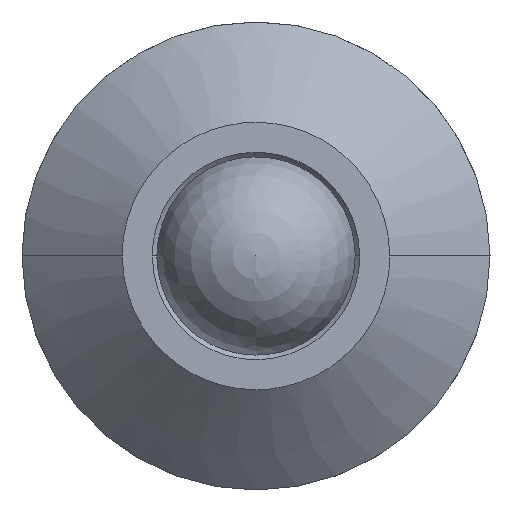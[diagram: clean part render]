
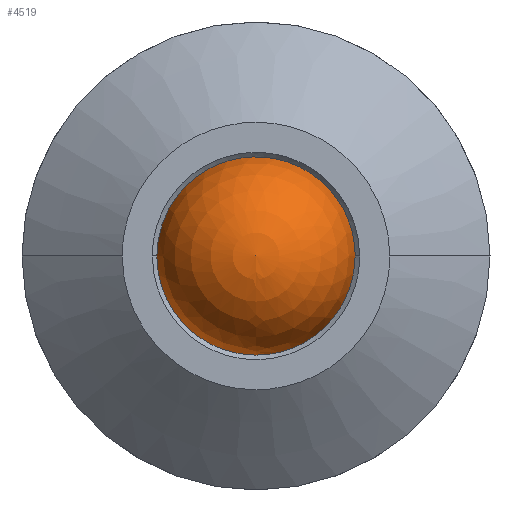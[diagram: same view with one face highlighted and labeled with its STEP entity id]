
A CAD part, left-side view. The second image highlights one B-rep face of the part: STEP entity #4519.
In plain terms, the highlighted spherical face has radius 1.5 mm.
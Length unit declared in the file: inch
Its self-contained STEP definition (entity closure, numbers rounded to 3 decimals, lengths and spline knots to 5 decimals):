
#1009=FACE_OUTER_BOUND('',#1261,.T.);
#1261=EDGE_LOOP('',(#3076,#3077,#3078,#3079,#3080));
#1531=CIRCLE('',#4797,0.05906);
#1580=B_SPLINE_CURVE_WITH_KNOTS('',3,(#5667,#5668,#5669,#5670,#5671,#5672,
#5673,#5674,#5675,#5676,#5677,#5678,#5679,#5680,#5681,#5682,#5683,#5684,
#5685,#5686),.UNSPECIFIED.,.F.,.F.,(4,2,2,2,2,2,2,2,2,4),(-0.46708,
-0.43618,-0.40529,-0.34737,-0.28946,
-0.23158,-0.17372,-0.11583,-0.05792,
0.),.UNSPECIFIED.);
#1581=B_SPLINE_CURVE_WITH_KNOTS('',3,(#5688,#5689,#5690,#5691,#5692,#5693,
#5694,#5695,#5696,#5697,#5698,#5699),.UNSPECIFIED.,.F.,.F.,(4,2,2,2,2,4),
(-0.23358,-0.23158,-0.17372,-0.11583,
-0.05792,0.),.UNSPECIFIED.);
#1582=B_SPLINE_CURVE_WITH_KNOTS('',3,(#5702,#5703,#5704,#5705,#5706,#5707,
#5708,#5709,#5710,#5711,#5712,#5713),.UNSPECIFIED.,.F.,.F.,(4,2,2,2,2,4),
(-0.46708,-0.43618,-0.40529,-0.34737,
-0.28946,-0.23358),.UNSPECIFIED.);
#1885=VERTEX_POINT('',#5665);
#1886=VERTEX_POINT('',#5666);
#1887=VERTEX_POINT('',#5687);
#1888=VERTEX_POINT('',#5700);
#2355=EDGE_CURVE('',#1885,#1886,#1580,.T.);
#2356=EDGE_CURVE('',#1887,#1885,#1581,.T.);
#2357=EDGE_CURVE('',#1888,#1887,#1531,.T.);
#2358=EDGE_CURVE('',#1886,#1887,#1582,.T.);
#3076=ORIENTED_EDGE('',*,*,#2355,.F.);
#3077=ORIENTED_EDGE('',*,*,#2356,.F.);
#3078=ORIENTED_EDGE('',*,*,#2357,.F.);
#3079=ORIENTED_EDGE('',*,*,#2357,.T.);
#3080=ORIENTED_EDGE('',*,*,#2358,.F.);
#4518=SPHERICAL_SURFACE('',#4796,0.05906);
#4519=ADVANCED_FACE('',(#1009),#4518,.T.);
#4796=AXIS2_PLACEMENT_3D('',#5664,#4968,#4969);
#4797=AXIS2_PLACEMENT_3D('',#5701,#4970,#4971);
#4968=DIRECTION('center_axis',(-1.,0.,0.));
#4969=DIRECTION('ref_axis',(0.,0.,1.));
#4970=DIRECTION('center_axis',(0.,-1.,0.));
#4971=DIRECTION('ref_axis',(0.,0.,-1.));
#5664=CARTESIAN_POINT('Origin',(-0.26786,0.,
0.));
#5665=CARTESIAN_POINT('',(-0.27682,0.05837,0.));
#5666=CARTESIAN_POINT('',(-0.27682,-0.05837,0.));
#5667=CARTESIAN_POINT('Ctrl Pts',(-0.27682,0.05837,
0.));
#5668=CARTESIAN_POINT('Ctrl Pts',(-0.27682,0.05837,
0.00405));
#5669=CARTESIAN_POINT('Ctrl Pts',(-0.27682,0.05795,
0.00809));
#5670=CARTESIAN_POINT('Ctrl Pts',(-0.27682,0.05627,
0.01602));
#5671=CARTESIAN_POINT('Ctrl Pts',(-0.27682,0.05503,
0.01989));
#5672=CARTESIAN_POINT('Ctrl Pts',(-0.27682,0.05032,
0.03055));
#5673=CARTESIAN_POINT('Ctrl Pts',(-0.27682,0.04591,
0.03684));
#5674=CARTESIAN_POINT('Ctrl Pts',(-0.27682,0.03495,
0.04736));
#5675=CARTESIAN_POINT('Ctrl Pts',(-0.27682,0.02849,
0.05151));
#5676=CARTESIAN_POINT('Ctrl Pts',(-0.27682,0.01436,
0.05709));
#5677=CARTESIAN_POINT('Ctrl Pts',(-0.27682,0.00681,
0.05847));
#5678=CARTESIAN_POINT('Ctrl Pts',(-0.27682,-0.00838,
0.05826));
#5679=CARTESIAN_POINT('Ctrl Pts',(-0.27682,-0.01588,
0.05668));
#5680=CARTESIAN_POINT('Ctrl Pts',(-0.27682,-0.02986,
0.05073));
#5681=CARTESIAN_POINT('Ctrl Pts',(-0.27682,-0.0362,
0.04641));
#5682=CARTESIAN_POINT('Ctrl Pts',(-0.27682,-0.04688,
0.0356));
#5683=CARTESIAN_POINT('Ctrl Pts',(-0.27682,-0.05111,
0.02919));
#5684=CARTESIAN_POINT('Ctrl Pts',(-0.27682,-0.05689,
0.01513));
#5685=CARTESIAN_POINT('Ctrl Pts',(-0.27682,-0.05837,
0.0076));
#5686=CARTESIAN_POINT('Ctrl Pts',(-0.27682,-0.05837,
0.));
#5687=CARTESIAN_POINT('',(-0.27682,0.,-0.05837));
#5688=CARTESIAN_POINT('Ctrl Pts',(-0.27682,0.,
-0.05837));
#5689=CARTESIAN_POINT('Ctrl Pts',(-0.27682,0.00026,
-0.05837));
#5690=CARTESIAN_POINT('Ctrl Pts',(-0.27682,0.00052,
-0.05837));
#5691=CARTESIAN_POINT('Ctrl Pts',(-0.27682,0.00838,
-0.05826));
#5692=CARTESIAN_POINT('Ctrl Pts',(-0.27682,0.01588,
-0.05668));
#5693=CARTESIAN_POINT('Ctrl Pts',(-0.27682,0.02986,
-0.05073));
#5694=CARTESIAN_POINT('Ctrl Pts',(-0.27682,0.0362,
-0.04641));
#5695=CARTESIAN_POINT('Ctrl Pts',(-0.27682,0.04688,
-0.0356));
#5696=CARTESIAN_POINT('Ctrl Pts',(-0.27682,0.05111,
-0.02919));
#5697=CARTESIAN_POINT('Ctrl Pts',(-0.27682,0.05689,
-0.01513));
#5698=CARTESIAN_POINT('Ctrl Pts',(-0.27682,0.05837,
-0.0076));
#5699=CARTESIAN_POINT('Ctrl Pts',(-0.27682,0.05837,
0.));
#5700=CARTESIAN_POINT('',(-0.32692,0.,0.));
#5701=CARTESIAN_POINT('Origin',(-0.26786,0.,
0.));
#5702=CARTESIAN_POINT('Ctrl Pts',(-0.27682,-0.05837,
0.));
#5703=CARTESIAN_POINT('Ctrl Pts',(-0.27682,-0.05837,
-0.00405));
#5704=CARTESIAN_POINT('Ctrl Pts',(-0.27682,-0.05795,
-0.00809));
#5705=CARTESIAN_POINT('Ctrl Pts',(-0.27682,-0.05627,
-0.01602));
#5706=CARTESIAN_POINT('Ctrl Pts',(-0.27682,-0.05503,
-0.01989));
#5707=CARTESIAN_POINT('Ctrl Pts',(-0.27682,-0.05032,
-0.03055));
#5708=CARTESIAN_POINT('Ctrl Pts',(-0.27682,-0.04591,
-0.03684));
#5709=CARTESIAN_POINT('Ctrl Pts',(-0.27682,-0.03495,
-0.04736));
#5710=CARTESIAN_POINT('Ctrl Pts',(-0.27682,-0.02849,
-0.05151));
#5711=CARTESIAN_POINT('Ctrl Pts',(-0.27682,-0.0146,
-0.05699));
#5712=CARTESIAN_POINT('Ctrl Pts',(-0.27682,-0.00733,
-0.05837));
#5713=CARTESIAN_POINT('Ctrl Pts',(-0.27682,0.,
-0.05837));
